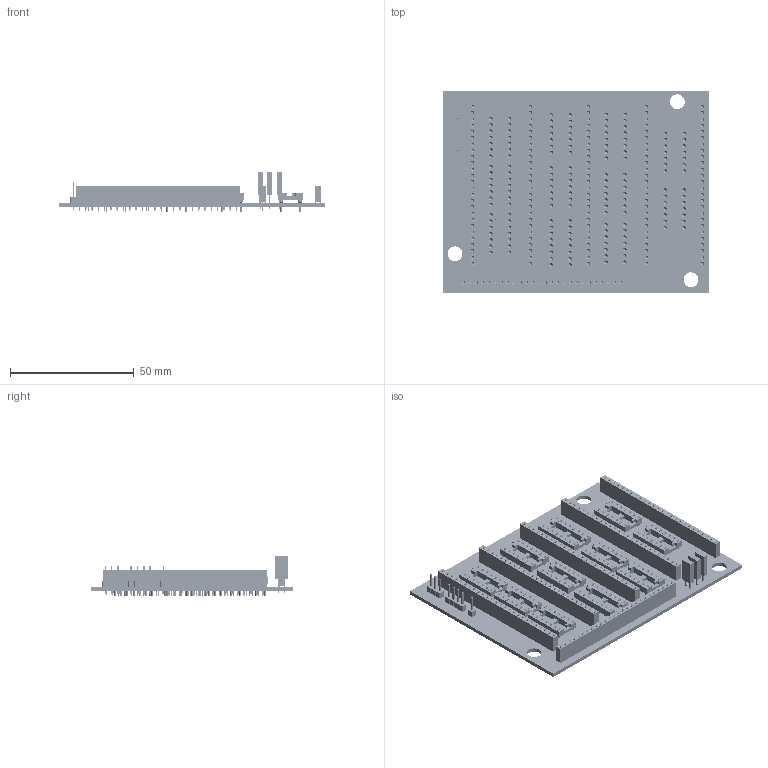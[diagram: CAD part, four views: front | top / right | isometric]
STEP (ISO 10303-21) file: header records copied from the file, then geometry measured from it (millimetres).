
FILE_DESCRIPTION(('KiCad electronic assembly'),'2;1');
FILE_NAME('pcb_proc_alu.step','2024-08-24T22:18:31',('Pcbnew'),('Kicad') ,'Open CASCADE STEP processor 7.7','KiCad to STEP converter','Unknown' );
FILE_SCHEMA(('AUTOMOTIVE_DESIGN { 1 0 10303 214 1 1 1 1 }'));
Length unit declared in the file: millimetre
Products named in the file (16): pcb_proc_alu 1; DIP-14_W7.62mm_Socket; DIP_14_W762mm_Socket; PinSocket_1x26_P2.54mm_Vertical; PinSocket_1x26_P254mm_Vertical; DIP-16_W7.62mm_Socket; DIP_16_W762mm_Socket; LED_Rectangular_W5.0mm_H2.0mm; PinHeader_1x01_P2.54mm_Vertical; PinHeader_1x01_P254mm_Vertical; PinHeader_1x04_P2.54mm_Vertical; PinHeader_1x04_P254mm_Vertical; PinHeader_1x03_P2.54mm_Vertical; PinHeader_1x03_P254mm_Vertical; _autosave-pcb_proc_alu_PCB
Assembly tree (31 placements, depth 3):
  pcb_proc_alu 1
    DIP-14_W7.62mm_Socket  x9
      DIP_14_W762mm_Socket
    PinSocket_1x26_P2.54mm_Vertical  x6
      PinSocket_1x26_P254mm_Vertical
    DIP-16_W7.62mm_Socket  x2
      DIP_16_W762mm_Socket
    LED_Rectangular_W5.0mm_H2.0mm  x3
      LED_Rectangular_W5.0mm_H2.0mm
    PinHeader_1x01_P2.54mm_Vertical
      PinHeader_1x01_P254mm_Vertical
    PinHeader_1x04_P2.54mm_Vertical
      PinHeader_1x04_P254mm_Vertical
    PinHeader_1x03_P2.54mm_Vertical
      PinHeader_1x03_P254mm_Vertical
    _autosave-pcb_proc_alu_PCB
Bounding box: 108 x 82 x 16.38 mm (x, y, z)
Volume: 24753.7 mm3; surface area: 39540.1 mm2
Topology: 24 solids, 24 shells, 7810 faces, 18475 edges, 11971 vertices
Faces by surface type: plane 6241, cylinder 1095, cone 474
Full cylindrical faces by diameter (mm): 0.508 x316, 0.8 x158, 0.9 x6, 1 x164, 1.524 x158, 1.724 x158, 6 x3
Entity records: 64869 total; most frequent: DIRECTION 9181, CARTESIAN_POINT 9140, ORIENTED_EDGE 8850, EDGE_CURVE 4425, LINE 3355, VECTOR 3355, AXIS2_PLACEMENT_3D 2913, VERTEX_POINT 2872
